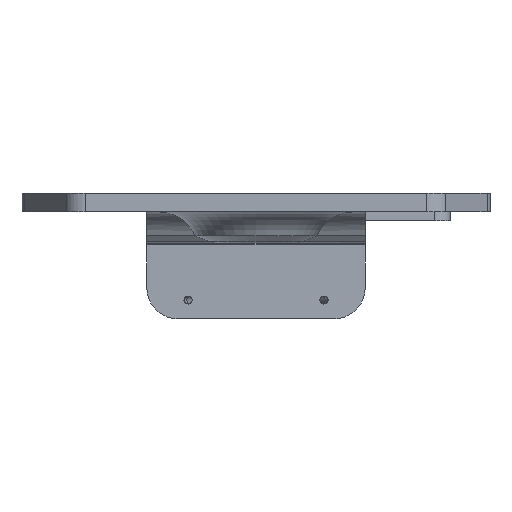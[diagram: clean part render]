
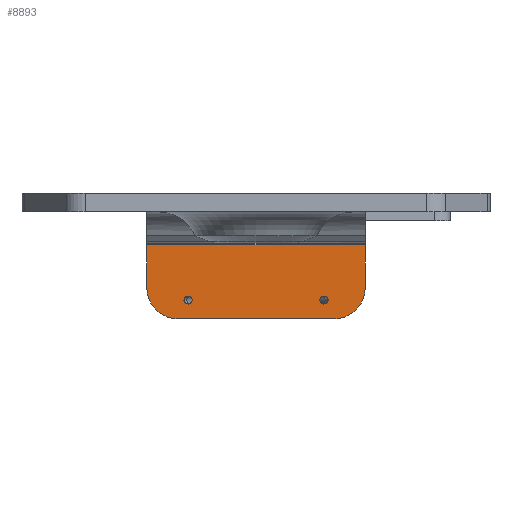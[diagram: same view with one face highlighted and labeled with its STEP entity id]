
A CAD part, front view. The second image highlights one B-rep face of the part: STEP entity #8893.
In plain terms, the highlighted planar face has unit normal (0, -1, 0).
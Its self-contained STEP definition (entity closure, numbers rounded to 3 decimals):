
#40=FACE_BOUND('',#1207,.T.);
#41=FACE_BOUND('',#1208,.T.);
#69=CIRCLE('',#9400,5.);
#70=CIRCLE('',#9402,5.);
#489=ELLIPSE('',#9382,0.648,0.625);
#491=ELLIPSE('',#9388,0.648,0.625);
#723=FACE_OUTER_BOUND('',#1206,.T.);
#1206=EDGE_LOOP('',(#5909,#5910,#5911,#5912,#5913,#5914));
#1207=EDGE_LOOP('',(#5915));
#1208=EDGE_LOOP('',(#5916));
#1700=LINE('',#13069,#2639);
#1709=LINE('',#13108,#2648);
#1712=LINE('',#13120,#2651);
#1713=LINE('',#13121,#2652);
#2639=VECTOR('',#10300,1000.);
#2648=VECTOR('',#10341,1000.);
#2651=VECTOR('',#10358,10.);
#2652=VECTOR('',#10359,1000.);
#3576=VERTEX_POINT('',#13063);
#3578=VERTEX_POINT('',#13067);
#3579=VERTEX_POINT('',#13071);
#3583=VERTEX_POINT('',#13083);
#3591=VERTEX_POINT('',#13105);
#3592=VERTEX_POINT('',#13107);
#3593=VERTEX_POINT('',#13113);
#3594=VERTEX_POINT('',#13119);
#4489=EDGE_CURVE('',#3578,#3576,#1700,.T.);
#4490=EDGE_CURVE('',#3579,#3579,#489,.T.);
#4496=EDGE_CURVE('',#3583,#3583,#491,.T.);
#4508=EDGE_CURVE('',#3591,#3592,#1709,.T.);
#4511=EDGE_CURVE('',#3591,#3593,#69,.T.);
#4512=EDGE_CURVE('',#3578,#3592,#70,.T.);
#4513=EDGE_CURVE('',#3576,#3594,#1712,.F.);
#4514=EDGE_CURVE('',#3593,#3594,#1713,.T.);
#5909=ORIENTED_EDGE('',*,*,#4513,.F.);
#5910=ORIENTED_EDGE('',*,*,#4489,.F.);
#5911=ORIENTED_EDGE('',*,*,#4512,.T.);
#5912=ORIENTED_EDGE('',*,*,#4508,.F.);
#5913=ORIENTED_EDGE('',*,*,#4511,.T.);
#5914=ORIENTED_EDGE('',*,*,#4514,.T.);
#5915=ORIENTED_EDGE('',*,*,#4496,.T.);
#5916=ORIENTED_EDGE('',*,*,#4490,.F.);
#8628=PLANE('',#9403);
#8893=ADVANCED_FACE('',(#723,#40,#41),#8628,.F.);
#9382=AXIS2_PLACEMENT_3D('',#13072,#10303,#10304);
#9388=AXIS2_PLACEMENT_3D('',#13084,#10317,#10318);
#9400=AXIS2_PLACEMENT_3D('',#13115,#10350,#10351);
#9402=AXIS2_PLACEMENT_3D('',#13117,#10354,#10355);
#9403=AXIS2_PLACEMENT_3D('',#13118,#10356,#10357);
#10300=DIRECTION('',(0.,0.,1.));
#10303=DIRECTION('center_axis',(0.,-1.,0.));
#10304=DIRECTION('ref_axis',(1.,0.,0.));
#10317=DIRECTION('center_axis',(0.,1.,0.));
#10318=DIRECTION('ref_axis',(1.,0.,0.));
#10341=DIRECTION('',(-1.,0.,0.));
#10350=DIRECTION('center_axis',(0.,-1.,0.));
#10351=DIRECTION('ref_axis',(0.,0.,1.));
#10354=DIRECTION('center_axis',(0.,-1.,0.));
#10355=DIRECTION('ref_axis',(0.,0.,1.));
#10356=DIRECTION('center_axis',(0.,1.,0.));
#10357=DIRECTION('ref_axis',(0.,0.,1.));
#10358=DIRECTION('',(-1.,0.,0.));
#10359=DIRECTION('',(0.,0.,1.));
#13063=CARTESIAN_POINT('',(-17.35,19.4,-42.));
#13067=CARTESIAN_POINT('',(-17.35,19.4,-48.8));
#13069=CARTESIAN_POINT('',(-17.35,19.4,-53.8));
#13071=CARTESIAN_POINT('',(-10.142,19.4,-50.8));
#13072=CARTESIAN_POINT('Origin',(-10.79,19.4,-50.8));
#13083=CARTESIAN_POINT('',(11.437,19.4,-50.8));
#13084=CARTESIAN_POINT('Origin',(10.79,19.4,-50.8));
#13105=CARTESIAN_POINT('',(12.35,19.4,-53.8));
#13107=CARTESIAN_POINT('',(-12.35,19.4,-53.8));
#13108=CARTESIAN_POINT('',(17.35,19.4,-53.8));
#13113=CARTESIAN_POINT('',(17.35,19.4,-48.8));
#13115=CARTESIAN_POINT('Origin',(12.35,19.4,-48.8));
#13117=CARTESIAN_POINT('Origin',(-12.35,19.4,-48.8));
#13118=CARTESIAN_POINT('Origin',(17.35,19.4,-53.8));
#13119=CARTESIAN_POINT('',(17.35,19.4,-42.));
#13120=CARTESIAN_POINT('',(8.675,19.4,-42.));
#13121=CARTESIAN_POINT('',(17.35,19.4,-53.8));
